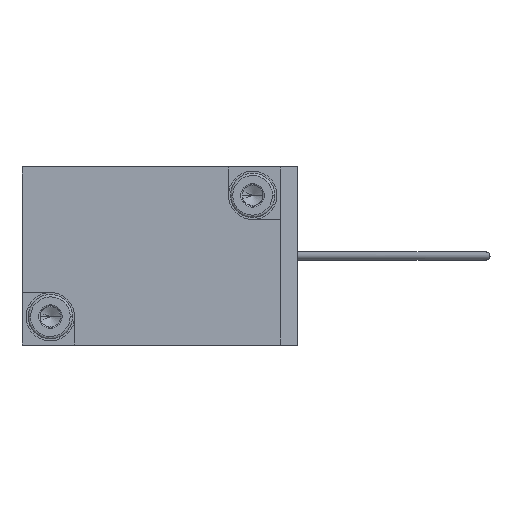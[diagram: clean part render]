
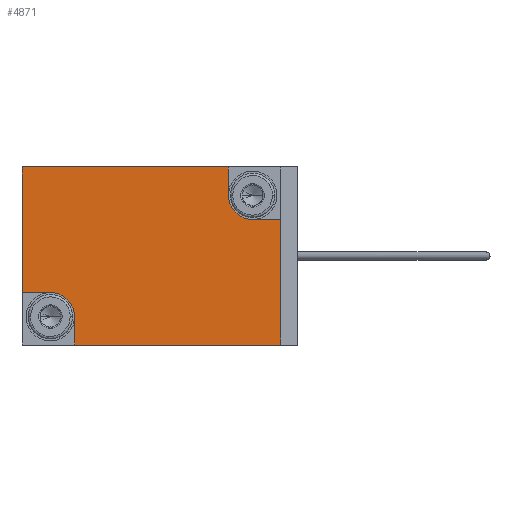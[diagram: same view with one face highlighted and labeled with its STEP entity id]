
A CAD part, front view. The second image highlights one B-rep face of the part: STEP entity #4871.
In plain terms, the highlighted planar face has unit normal (0, -1, 0).
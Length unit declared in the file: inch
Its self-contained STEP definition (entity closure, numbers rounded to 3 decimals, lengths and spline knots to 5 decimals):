
#42 = ORIENTED_EDGE ( 'NONE', *, *, #3371, .T. ) ;
#133 = LINE ( 'NONE', #7009, #2172 ) ;
#197 = VECTOR ( 'NONE', #3838, 39.37008 ) ;
#217 = DIRECTION ( 'NONE',  ( 1., 0., 0. ) ) ;
#273 = CARTESIAN_POINT ( 'NONE',  ( 0.37402, 0., -0.43307 ) ) ;
#451 = CARTESIAN_POINT ( 'NONE',  ( 0.49213, 0., 0.17717 ) ) ;
#617 = CIRCLE ( 'NONE', #3306, 0.11811 ) ;
#724 = EDGE_CURVE ( 'NONE', #4777, #3876, #5293, .T. ) ;
#1005 = ORIENTED_EDGE ( 'NONE', *, *, #12691, .F. ) ;
#1415 = CARTESIAN_POINT ( 'NONE',  ( 0.62992, 0., 0.17717 ) ) ;
#1488 = EDGE_CURVE ( 'NONE', #2609, #6388, #10450, .T. ) ;
#1523 = EDGE_CURVE ( 'NONE', #5720, #4957, #4534, .T. ) ;
#1589 = DIRECTION ( 'NONE',  ( 0., 0., 1. ) ) ;
#1634 = VECTOR ( 'NONE', #4011, 39.37008 ) ;
#1746 = EDGE_CURVE ( 'NONE', #2609, #8583, #133, .T. ) ;
#2172 = VECTOR ( 'NONE', #8183, 39.37008 ) ;
#2269 = ORIENTED_EDGE ( 'NONE', *, *, #1488, .F. ) ;
#2383 = DIRECTION ( 'NONE',  ( 0., 1., 0. ) ) ;
#2415 = EDGE_LOOP ( 'NONE', ( #10931, #5014, #9754, #3044, #1005, #6016, #2269, #11943, #42, #2955 ) ) ;
#2551 = DIRECTION ( 'NONE',  ( 0., -1., 0. ) ) ;
#2574 = FACE_OUTER_BOUND ( 'NONE', #2415, .T. ) ;
#2608 = VERTEX_POINT ( 'NONE', #1415 ) ;
#2609 = VERTEX_POINT ( 'NONE', #11334 ) ;
#2664 = VECTOR ( 'NONE', #217, 39.37008 ) ;
#2955 = ORIENTED_EDGE ( 'NONE', *, *, #3377, .F. ) ;
#2967 = AXIS2_PLACEMENT_3D ( 'NONE', #5381, #2383, #3482 ) ;
#3044 = ORIENTED_EDGE ( 'NONE', *, *, #4542, .T. ) ;
#3306 = AXIS2_PLACEMENT_3D ( 'NONE', #9653, #8681, #9531 ) ;
#3371 = EDGE_CURVE ( 'NONE', #8583, #2608, #9117, .T. ) ;
#3377 = EDGE_CURVE ( 'NONE', #3876, #2608, #9182, .T. ) ;
#3482 = DIRECTION ( 'NONE',  ( 0., 0., -1. ) ) ;
#3552 = CARTESIAN_POINT ( 'NONE',  ( -0.62992, 0., 0.43307 ) ) ;
#3581 = CARTESIAN_POINT ( 'NONE',  ( 0.49213, 0., 0.29528 ) ) ;
#3838 = DIRECTION ( 'NONE',  ( 0., 0., -1. ) ) ;
#3876 = VERTEX_POINT ( 'NONE', #451 ) ;
#4011 = DIRECTION ( 'NONE',  ( -1., 0., 0. ) ) ;
#4099 = EDGE_CURVE ( 'NONE', #6388, #12548, #617, .T. ) ;
#4534 = LINE ( 'NONE', #3552, #8413 ) ;
#4542 = EDGE_CURVE ( 'NONE', #4957, #11727, #8085, .T. ) ;
#4777 = VERTEX_POINT ( 'NONE', #11026 ) ;
#4871 = ADVANCED_FACE ( 'NONE', ( #2574 ), #10373, .F. ) ;
#4957 = VERTEX_POINT ( 'NONE', #8559 ) ;
#4970 = CARTESIAN_POINT ( 'NONE',  ( -0.37402, 0., -0.29528 ) ) ;
#5014 = ORIENTED_EDGE ( 'NONE', *, *, #12709, .F. ) ;
#5068 = DIRECTION ( 'NONE',  ( 0., 0., -1. ) ) ;
#5203 = LINE ( 'NONE', #8125, #1634 ) ;
#5293 = CIRCLE ( 'NONE', #6309, 0.11811 ) ;
#5381 = CARTESIAN_POINT ( 'NONE',  ( 0.62992, 0., -0.43307 ) ) ;
#5611 = CARTESIAN_POINT ( 'NONE',  ( -0.49213, 0., -0.17717 ) ) ;
#5720 = VERTEX_POINT ( 'NONE', #8339 ) ;
#6016 = ORIENTED_EDGE ( 'NONE', *, *, #4099, .F. ) ;
#6034 = LINE ( 'NONE', #273, #6820 ) ;
#6121 = CARTESIAN_POINT ( 'NONE',  ( -0.62992, 0., -0.17717 ) ) ;
#6309 = AXIS2_PLACEMENT_3D ( 'NONE', #3581, #2551, #1589 ) ;
#6388 = VERTEX_POINT ( 'NONE', #4970 ) ;
#6820 = VECTOR ( 'NONE', #5068, 39.37008 ) ;
#7009 = CARTESIAN_POINT ( 'NONE',  ( 0.62992, 0., -0.43307 ) ) ;
#7533 = DIRECTION ( 'NONE',  ( -1., 0., 0. ) ) ;
#7934 = CARTESIAN_POINT ( 'NONE',  ( 0.62992, 0., 0.43307 ) ) ;
#8085 = LINE ( 'NONE', #11759, #197 ) ;
#8125 = CARTESIAN_POINT ( 'NONE',  ( -0.62992, 0., -0.17717 ) ) ;
#8183 = DIRECTION ( 'NONE',  ( 1., 0., 0. ) ) ;
#8339 = CARTESIAN_POINT ( 'NONE',  ( 0.37402, 0., 0.43307 ) ) ;
#8413 = VECTOR ( 'NONE', #7533, 39.37008 ) ;
#8559 = CARTESIAN_POINT ( 'NONE',  ( -0.62992, 0., 0.43307 ) ) ;
#8583 = VERTEX_POINT ( 'NONE', #10489 ) ;
#8681 = DIRECTION ( 'NONE',  ( 0., -1., 0. ) ) ;
#9117 = LINE ( 'NONE', #7934, #11575 ) ;
#9182 = LINE ( 'NONE', #11885, #2664 ) ;
#9531 = DIRECTION ( 'NONE',  ( 0., 0., 1. ) ) ;
#9653 = CARTESIAN_POINT ( 'NONE',  ( -0.49213, 0., -0.29528 ) ) ;
#9754 = ORIENTED_EDGE ( 'NONE', *, *, #1523, .T. ) ;
#10373 = PLANE ( 'NONE',  #2967 ) ;
#10450 = LINE ( 'NONE', #12452, #12540 ) ;
#10489 = CARTESIAN_POINT ( 'NONE',  ( 0.62992, 0., -0.43307 ) ) ;
#10931 = ORIENTED_EDGE ( 'NONE', *, *, #724, .F. ) ;
#11026 = CARTESIAN_POINT ( 'NONE',  ( 0.37402, 0., 0.29528 ) ) ;
#11334 = CARTESIAN_POINT ( 'NONE',  ( -0.37402, 0., -0.43307 ) ) ;
#11352 = DIRECTION ( 'NONE',  ( 0., 0., 1. ) ) ;
#11575 = VECTOR ( 'NONE', #12020, 39.37008 ) ;
#11727 = VERTEX_POINT ( 'NONE', #6121 ) ;
#11759 = CARTESIAN_POINT ( 'NONE',  ( -0.62992, 0., -0.43307 ) ) ;
#11885 = CARTESIAN_POINT ( 'NONE',  ( 0.62992, 0., 0.17717 ) ) ;
#11943 = ORIENTED_EDGE ( 'NONE', *, *, #1746, .T. ) ;
#12020 = DIRECTION ( 'NONE',  ( 0., 0., 1. ) ) ;
#12452 = CARTESIAN_POINT ( 'NONE',  ( -0.37402, 0., -0.43307 ) ) ;
#12540 = VECTOR ( 'NONE', #11352, 39.37008 ) ;
#12548 = VERTEX_POINT ( 'NONE', #5611 ) ;
#12691 = EDGE_CURVE ( 'NONE', #12548, #11727, #5203, .T. ) ;
#12709 = EDGE_CURVE ( 'NONE', #5720, #4777, #6034, .T. ) ;
